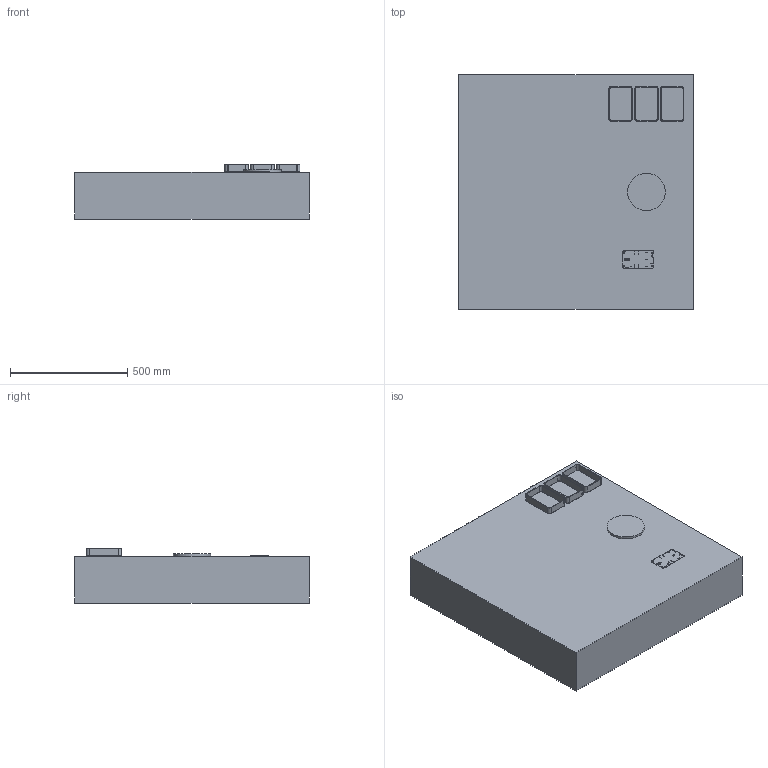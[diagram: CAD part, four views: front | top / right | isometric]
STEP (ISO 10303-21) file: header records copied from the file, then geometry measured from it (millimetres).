
FILE_DESCRIPTION(('STEP AP242'), '1');
FILE_NAME('栖闉罻', '', ('UNSPECIFIED'), ('UNSPECIFIED'), 'C3D Converter', 'C3D Toolkit', '');
FILE_SCHEMA(('AP242_MANAGED_MODEL_BASED_3D_ENGINEERING_MIM_LF { 1 0 10303 442 1 1 4 }'));
Length unit declared in the file: millimetre
Products named in the file (6): Board; Open CASCADE STEP translator 6.8 1.1.1
Assembly tree (7 placements, depth 3):
  (unnamed)
    (unnamed)
    (unnamed)  x3
    (unnamed)
    Board
      Open CASCADE STEP translator 6.8 1.1.1
Bounding box: 1000 x 1000 x 231 mm (x, y, z)
Volume: 200401036.2 mm3; surface area: 3039736.6 mm2
Topology: 6 solids, 6 shells, 166 faces, 429 edges, 278 vertices
Faces by surface type: cylinder 103, plane 51, torus 12
Full cylindrical faces by diameter (mm): 1 x33, 1.5 x14, 2.3 x9, 2.8 x2, 3.5 x4, 160 x1
Entity records: 4483 total; most frequent: DIRECTION 640, CARTESIAN_POINT 556, ORIENTED_EDGE 476, EDGE_LOOP 300, AXIS2_PLACEMENT_3D 282, EDGE_CURVE 238, VERTEX_POINT 198, FACE_BOUND 174
